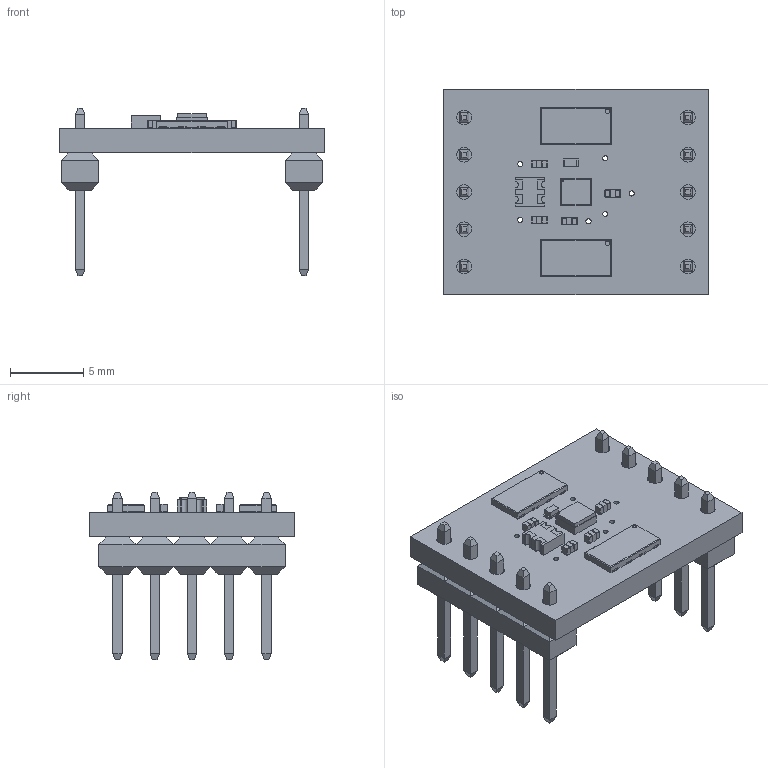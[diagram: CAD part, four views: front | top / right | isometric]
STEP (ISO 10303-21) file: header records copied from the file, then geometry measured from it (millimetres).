
FILE_DESCRIPTION(/* description */ (''),/* implementation_level */ '2;1');
FILE_NAME(/* name */ 'f491ca50-e4a5-4294-a613-15ca99bce639.stp',/* time_stamp */ '2021-01-12T03:09:31+00:00',/* author */ (''),/* organization */ (''),/* preprocessor_version */ 'ST-DEVELOPER v18.1',/* originating_system */ 'Autodesk Translation Framework v9.7.1.1290',/* authorisation */ '');
FILE_SCHEMA (('AUTOMOTIVE_DESIGN { 1 0 10303 214 3 1 1 }'));
Length unit declared in the file: millimetre
Products named in the file (9): f491ca50-e4a5-4294-a613-15ca99bce639; PCB Component; Board; VEMD8080; MAX86141ENP+T; GREEN; VSMD66694; 10uF/6.3V; 1x05 MALE VERT
Assembly tree (13 placements, depth 3):
  f491ca50-e4a5-4294-a613-15ca99bce639
    PCB Component
      Board
      VEMD8080  x2
      MAX86141ENP+T
      GREEN
      VSMD66694
      10uF/6.3V  x4
      1x05 MALE VERT  x2
Bounding box: 18 x 14 x 11.43 mm (x, y, z)
Volume: 602.1 mm3; surface area: 1241.7 mm2
Topology: 13 solids, 13 shells, 1083 faces, 2539 edges, 1542 vertices
Faces by surface type: plane 747, cylinder 144, bspline 108, sphere 84
Full cylindrical faces by diameter (mm): 0.102 x1, 0.3 x2, 0.35 x8, 1 x10
Entity records: 25912 total; most frequent: CARTESIAN_POINT 9489, ORIENTED_EDGE 3328, DIRECTION 2812, EDGE_CURVE 1664, LINE 1282, VECTOR 1282, VERTEX_POINT 1064, EDGE_LOOP 778
